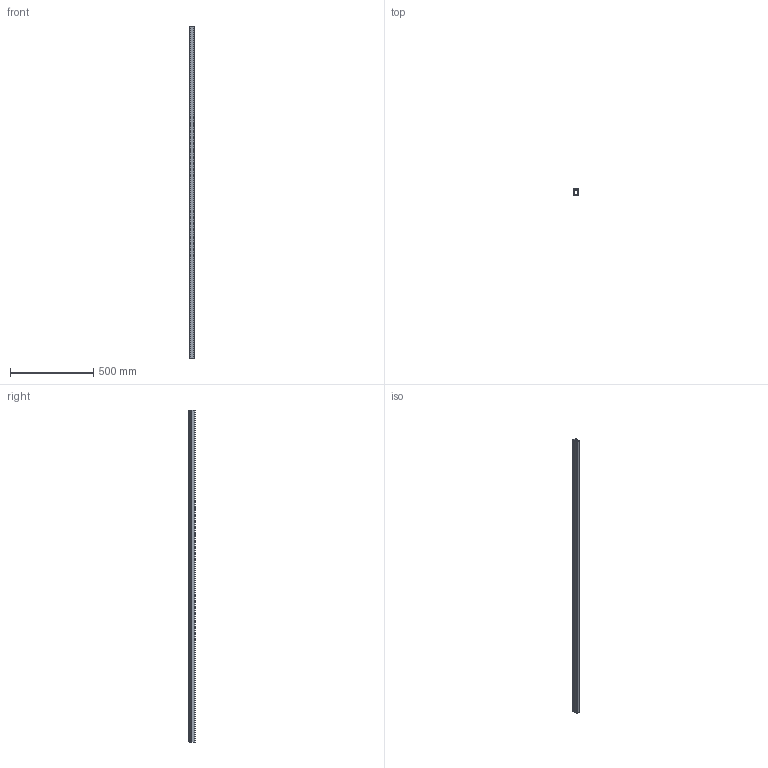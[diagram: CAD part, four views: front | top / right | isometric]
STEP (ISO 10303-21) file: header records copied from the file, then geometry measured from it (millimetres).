
FILE_DESCRIPTION (( 'STEP AP214' ), '1' );
FILE_NAME ('6178305.stp', '2016-08-04T10:09:43', ( '' ), ( '' ), 'SwSTEP 2.0', 'SolidWorks 2014', '' );
FILE_SCHEMA (( 'AUTOMOTIVE_DESIGN' ));
Length unit declared in the file: millimetre
Products named in the file (3): 6178305; Oberteil_LKV_D_25; Unterteil_LKV_37025
Assembly tree (2 placements, depth 2):
  6178305
    Oberteil_LKV_D_25
    Unterteil_LKV_37025
Bounding box: 25 x 37.5 x 2000 mm (x, y, z)
Volume: 463842.5 mm3; surface area: 624594.5 mm2
Topology: 2 solids, 2 shells, 75 faces, 213 edges, 142 vertices
Faces by surface type: plane 40, cylinder 35
Entity records: 3348 total; most frequent: DIRECTION 443, CARTESIAN_POINT 435, ORIENTED_EDGE 426, EDGE_CURVE 213, AXIS2_PLACEMENT_3D 150, LINE 143, VECTOR 143, VERTEX_POINT 142
